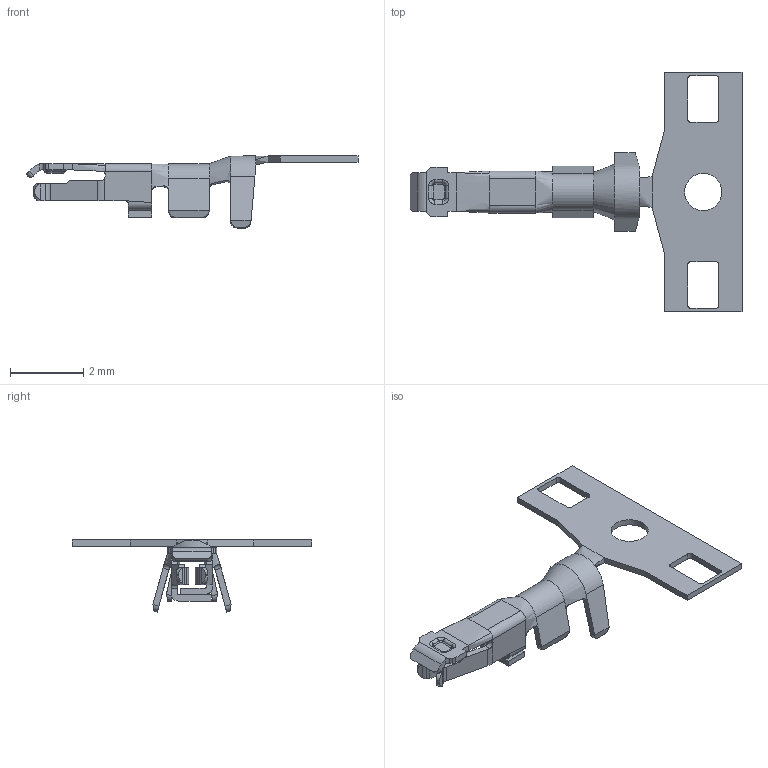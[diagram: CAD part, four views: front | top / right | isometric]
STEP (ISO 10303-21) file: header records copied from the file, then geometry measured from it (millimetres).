
FILE_DESCRIPTION( ('This file contains a STEP AP42 implementation' ,'as created by ZW3D STEP Interface translator.') ,'2;1' );
FILE_NAME( 'WF2010-TCSN01.stp' ,'24 1 4. 8 038', (''), ('ZWCAD Software Co.'), 'Version 1.0', 'ZW3D to STEP translator', '' );
FILE_SCHEMA(('AUTOMOTIVE_DESIGN { 1 0 10303 214 1 1 1 1 }'));
Length unit declared in the file: millimetre
Products named in the file (2): 0; WF2010-TCSN01
Bounding box: 9.08 x 6.57 x 1.97 mm (x, y, z)
Volume: 5 mm3; surface area: 71.2 mm2
Topology: 1 solids, 1 shells, 232 faces, 637 edges, 409 vertices
Faces by surface type: plane 113, cylinder 77, bspline 34, torus 8
Full cylindrical faces by diameter (mm): 1.018 x1
Entity records: 8755 total; most frequent: CARTESIAN_POINT 2721, ORIENTED_EDGE 1274, DIRECTION 1122, EDGE_CURVE 637, VERTEX_POINT 409, VECTOR 396, LINE 396, AXIS2_PLACEMENT_3D 363
